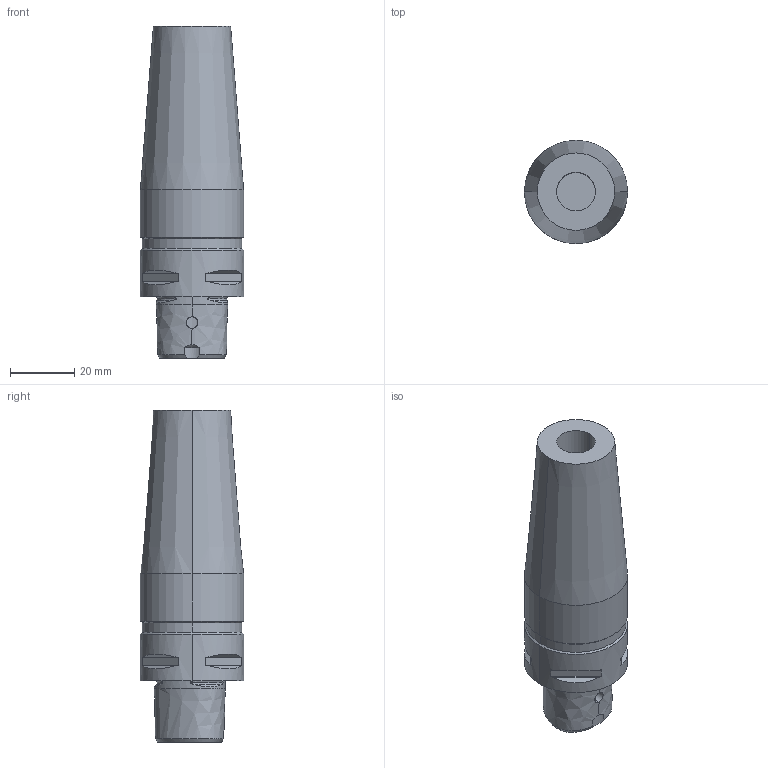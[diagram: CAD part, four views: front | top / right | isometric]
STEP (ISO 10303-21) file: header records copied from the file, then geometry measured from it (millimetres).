
FILE_DESCRIPTION (( 'STEP AP203' ), '1' );
FILE_NAME ('140.651.12.084.STEP', '2020-06-01T08:11:35', ( '' ), ( '' ), 'SwSTEP 2.0', 'SolidWorks 2017', '' );
FILE_SCHEMA (( 'CONFIG_CONTROL_DESIGN' ));
Length unit declared in the file: millimetre
Products named in the file (1): 140.651.12.084
Bounding box: 32 x 32 x 103 mm (x, y, z)
Volume: 54670.6 mm3; surface area: 13596 mm2
Topology: 1 solids, 1 shells, 89 faces, 206 edges, 125 vertices
Faces by surface type: plane 29, cylinder 21, cone 20, torus 13, bspline 6
Entity records: 4663 total; most frequent: CARTESIAN_POINT 2634, ORIENTED_EDGE 408, DIRECTION 406, EDGE_CURVE 204, AXIS2_PLACEMENT_3D 173, VERTEX_POINT 125, EDGE_LOOP 99, FACE_OUTER_BOUND 89
